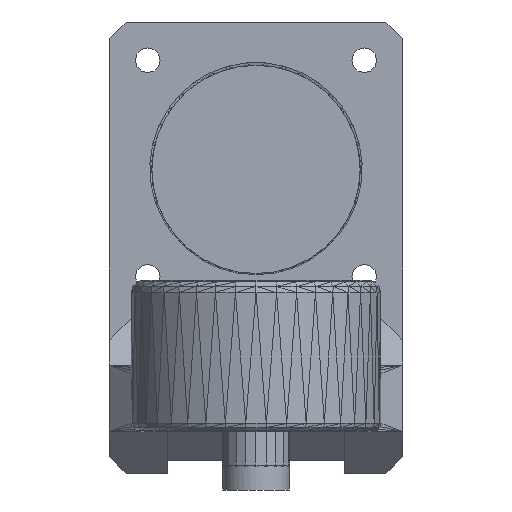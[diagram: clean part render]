
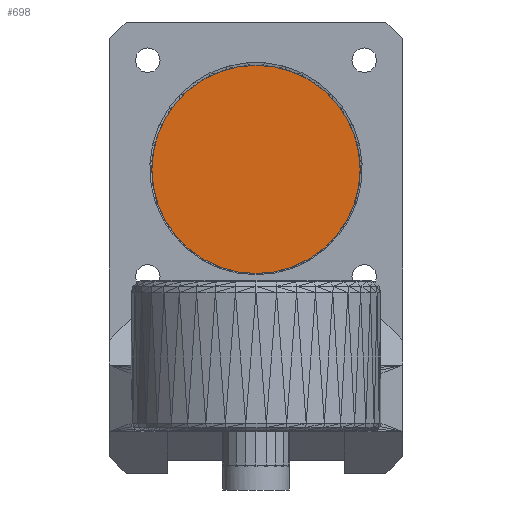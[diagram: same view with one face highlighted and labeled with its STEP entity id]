
A CAD part, left-side view. The second image highlights one B-rep face of the part: STEP entity #698.
In plain terms, the highlighted planar face has unit normal (-1, 0, 0).
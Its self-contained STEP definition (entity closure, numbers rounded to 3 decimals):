
#21 = EDGE_CURVE('',#22,#22,#24,.T.);
#22 = VERTEX_POINT('',#23);
#23 = CARTESIAN_POINT('',(30.,12.5,31.498));
#24 = CIRCLE('',#25,12.5);
#25 = AXIS2_PLACEMENT_3D('',#26,#27,#28);
#26 = CARTESIAN_POINT('',(30.,0.,31.498));
#27 = DIRECTION('',(1.,0.,0.));
#28 = DIRECTION('',(0.,1.,0.));
#698 = ADVANCED_FACE('',(#699),#702,.F.);
#699 = FACE_BOUND('',#700,.F.);
#700 = EDGE_LOOP('',(#701));
#701 = ORIENTED_EDGE('',*,*,#21,.T.);
#702 = PLANE('',#703);
#703 = AXIS2_PLACEMENT_3D('',#704,#705,#706);
#704 = CARTESIAN_POINT('',(30.,0.,31.498));
#705 = DIRECTION('',(1.,0.,0.));
#706 = DIRECTION('',(0.,0.,1.));
